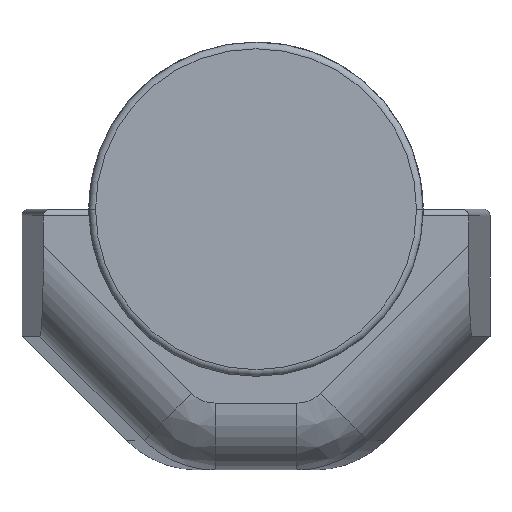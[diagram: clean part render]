
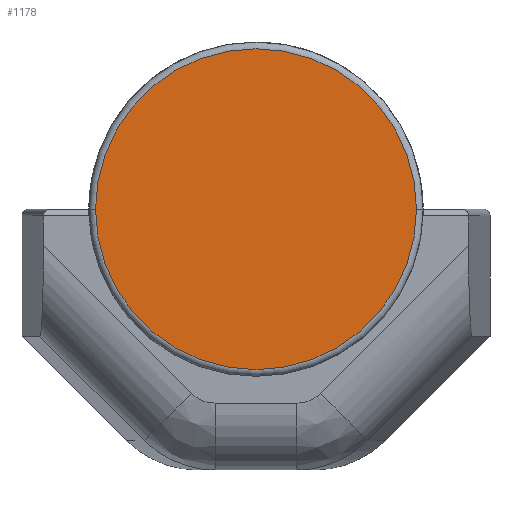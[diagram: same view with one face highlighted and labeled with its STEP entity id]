
A CAD part, front view. The second image highlights one B-rep face of the part: STEP entity #1178.
In plain terms, the highlighted planar face has unit normal (0, -1, 0).
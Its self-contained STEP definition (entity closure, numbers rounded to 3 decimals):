
#81 = EDGE_CURVE ( 'NONE', #1435, #1092, #1651, .T. ) ;
#125 = PLANE ( 'NONE',  #1082 ) ;
#184 = CARTESIAN_POINT ( 'NONE',  ( 0., -8., 0. ) ) ;
#315 = ORIENTED_EDGE ( 'NONE', *, *, #845, .T. ) ;
#383 = CARTESIAN_POINT ( 'NONE',  ( 0., -8., 0. ) ) ;
#538 = FACE_OUTER_BOUND ( 'NONE', #1803, .T. ) ;
#547 = DIRECTION ( 'NONE',  ( -1., 0., 0. ) ) ;
#666 = AXIS2_PLACEMENT_3D ( 'NONE', #383, #1494, #793 ) ;
#793 = DIRECTION ( 'NONE',  ( -1., 0., 0. ) ) ;
#845 = EDGE_CURVE ( 'NONE', #1092, #1435, #1543, .T. ) ;
#898 = CARTESIAN_POINT ( 'NONE',  ( 2.4, -8., 0. ) ) ;
#1082 = AXIS2_PLACEMENT_3D ( 'NONE', #1786, #1237, #547 ) ;
#1092 = VERTEX_POINT ( 'NONE', #1236 ) ;
#1147 = DIRECTION ( 'NONE',  ( -1., 0., 0. ) ) ;
#1178 = ADVANCED_FACE ( 'NONE', ( #538 ), #125, .F. ) ;
#1236 = CARTESIAN_POINT ( 'NONE',  ( -2.4, -8., 0. ) ) ;
#1237 = DIRECTION ( 'NONE',  ( 0., 1., 0. ) ) ;
#1400 = ORIENTED_EDGE ( 'NONE', *, *, #81, .T. ) ;
#1422 = AXIS2_PLACEMENT_3D ( 'NONE', #184, #1573, #1147 ) ;
#1435 = VERTEX_POINT ( 'NONE', #898 ) ;
#1494 = DIRECTION ( 'NONE',  ( 0., -1., 0. ) ) ;
#1543 = CIRCLE ( 'NONE', #666, 2.4 ) ;
#1573 = DIRECTION ( 'NONE',  ( 0., -1., 0. ) ) ;
#1651 = CIRCLE ( 'NONE', #1422, 2.4 ) ;
#1786 = CARTESIAN_POINT ( 'NONE',  ( 0., -8., 0. ) ) ;
#1803 = EDGE_LOOP ( 'NONE', ( #315, #1400 ) ) ;
